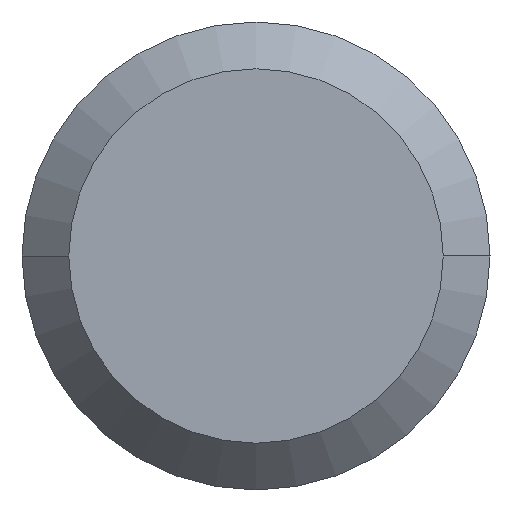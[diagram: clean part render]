
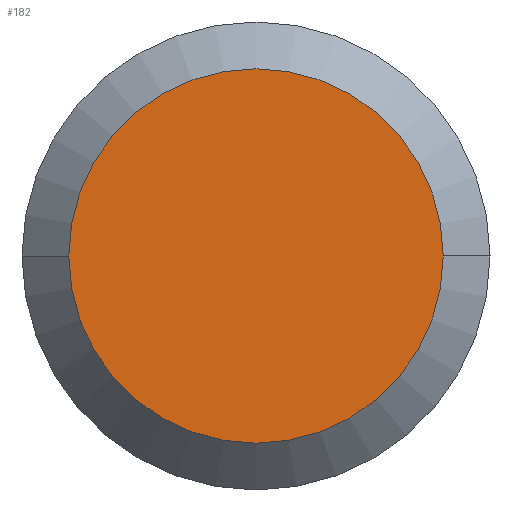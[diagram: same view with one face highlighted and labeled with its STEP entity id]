
A CAD part, left-side view. The second image highlights one B-rep face of the part: STEP entity #182.
In plain terms, the highlighted planar face has unit normal (-1, 0, 0).
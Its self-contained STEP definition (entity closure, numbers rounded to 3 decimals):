
#39 = VERTEX_POINT ( 'NONE', #294 ) ;
#92 = PLANE ( 'NONE',  #268 ) ;
#95 = EDGE_CURVE ( 'NONE', #39, #224, #265, .T. ) ;
#124 = DIRECTION ( 'NONE',  ( 1., 0., 0. ) ) ;
#140 = EDGE_LOOP ( 'NONE', ( #146, #242 ) ) ;
#146 = ORIENTED_EDGE ( 'NONE', *, *, #376, .F. ) ;
#149 = DIRECTION ( 'NONE',  ( 0., -1., 0. ) ) ;
#179 = CARTESIAN_POINT ( 'NONE',  ( 0., 0., 0. ) ) ;
#182 = ADVANCED_FACE ( 'NONE', ( #229 ), #92, .T. ) ;
#196 = DIRECTION ( 'NONE',  ( 0., 1., 0. ) ) ;
#220 = CARTESIAN_POINT ( 'NONE',  ( 0., 2.4, 0. ) ) ;
#224 = VERTEX_POINT ( 'NONE', #220 ) ;
#227 = CARTESIAN_POINT ( 'NONE',  ( 0., 0., 0. ) ) ;
#228 = AXIS2_PLACEMENT_3D ( 'NONE', #227, #124, #257 ) ;
#229 = FACE_OUTER_BOUND ( 'NONE', #140, .T. ) ;
#242 = ORIENTED_EDGE ( 'NONE', *, *, #95, .F. ) ;
#250 = DIRECTION ( 'NONE',  ( -1., 0., 0. ) ) ;
#257 = DIRECTION ( 'NONE',  ( 0., 1., 0. ) ) ;
#260 = CARTESIAN_POINT ( 'NONE',  ( 0., 0., 0. ) ) ;
#265 = CIRCLE ( 'NONE', #228, 2.4 ) ;
#268 = AXIS2_PLACEMENT_3D ( 'NONE', #179, #250, #149 ) ;
#291 = AXIS2_PLACEMENT_3D ( 'NONE', #260, #396, #196 ) ;
#294 = CARTESIAN_POINT ( 'NONE',  ( 0., -2.4, 0. ) ) ;
#376 = EDGE_CURVE ( 'NONE', #224, #39, #389, .T. ) ;
#389 = CIRCLE ( 'NONE', #291, 2.4 ) ;
#396 = DIRECTION ( 'NONE',  ( 1., 0., 0. ) ) ;
